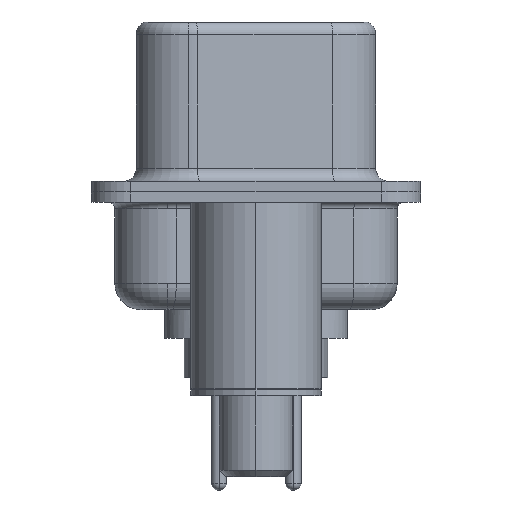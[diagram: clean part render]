
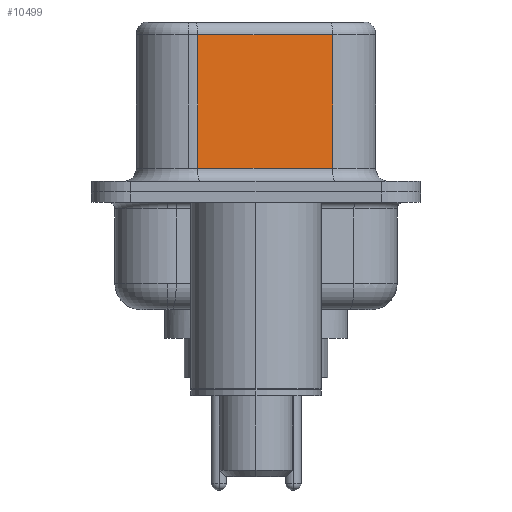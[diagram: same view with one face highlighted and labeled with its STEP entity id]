
A CAD part, left-side view. The second image highlights one B-rep face of the part: STEP entity #10499.
In plain terms, the highlighted planar face has unit normal (-0.985, -0.174, 0).
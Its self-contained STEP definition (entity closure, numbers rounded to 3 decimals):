
#143 = LINE ( 'NONE', #5497, #6753 ) ;
#631 = ORIENTED_EDGE ( 'NONE', *, *, #11418, .T. ) ;
#1347 = ORIENTED_EDGE ( 'NONE', *, *, #13827, .F. ) ;
#2006 = FACE_OUTER_BOUND ( 'NONE', #4521, .T. ) ;
#3649 = CARTESIAN_POINT ( 'NONE',  ( 3.655, 2.233, 6.02 ) ) ;
#4258 = EDGE_CURVE ( 'NONE', #18506, #15853, #14037, .T. ) ;
#4521 = EDGE_LOOP ( 'NONE', ( #1347, #631, #11424, #13025 ) ) ;
#4671 = CARTESIAN_POINT ( 'NONE',  ( 3.655, 2.233, 6.52 ) ) ;
#4875 = VERTEX_POINT ( 'NONE', #6407 ) ;
#5497 = CARTESIAN_POINT ( 'NONE',  ( 4.565, -2.927, 6.52 ) ) ;
#5668 = VERTEX_POINT ( 'NONE', #13823 ) ;
#5998 = PLANE ( 'NONE',  #12328 ) ;
#6407 = CARTESIAN_POINT ( 'NONE',  ( 4.565, -2.927, 0.9 ) ) ;
#6753 = VECTOR ( 'NONE', #16322, 1000. ) ;
#7139 = CARTESIAN_POINT ( 'NONE',  ( 3.655, 2.233, 0.9 ) ) ;
#7459 = DIRECTION ( 'NONE',  ( -0.174, 0.985, 0. ) ) ;
#7471 = CARTESIAN_POINT ( 'NONE',  ( 4.565, -2.927, 6.52 ) ) ;
#7598 = DIRECTION ( 'NONE',  ( 0.985, 0.174, 0. ) ) ;
#7884 = EDGE_CURVE ( 'NONE', #15853, #4875, #15372, .T. ) ;
#7986 = CARTESIAN_POINT ( 'NONE',  ( 4.565, -2.927, 0.9 ) ) ;
#8408 = VECTOR ( 'NONE', #7459, 1000. ) ;
#8932 = LINE ( 'NONE', #16822, #8408 ) ;
#9835 = DIRECTION ( 'NONE',  ( 0., 0., -1. ) ) ;
#10499 = ADVANCED_FACE ( 'NONE', ( #2006 ), #5998, .F. ) ;
#11418 = EDGE_CURVE ( 'NONE', #5668, #18506, #8932, .T. ) ;
#11424 = ORIENTED_EDGE ( 'NONE', *, *, #4258, .T. ) ;
#12328 = AXIS2_PLACEMENT_3D ( 'NONE', #7471, #7598, #18444 ) ;
#13025 = ORIENTED_EDGE ( 'NONE', *, *, #7884, .T. ) ;
#13558 = VECTOR ( 'NONE', #9835, 1000. ) ;
#13823 = CARTESIAN_POINT ( 'NONE',  ( 4.565, -2.927, 6.02 ) ) ;
#13827 = EDGE_CURVE ( 'NONE', #5668, #4875, #143, .T. ) ;
#14037 = LINE ( 'NONE', #4671, #13558 ) ;
#15372 = LINE ( 'NONE', #7986, #19432 ) ;
#15853 = VERTEX_POINT ( 'NONE', #7139 ) ;
#16322 = DIRECTION ( 'NONE',  ( 0., 0., -1. ) ) ;
#16822 = CARTESIAN_POINT ( 'NONE',  ( 4.565, -2.927, 6.02 ) ) ;
#17298 = DIRECTION ( 'NONE',  ( 0.174, -0.985, 0. ) ) ;
#18444 = DIRECTION ( 'NONE',  ( -0.174, 0.985, 0. ) ) ;
#18506 = VERTEX_POINT ( 'NONE', #3649 ) ;
#19432 = VECTOR ( 'NONE', #17298, 1000. ) ;
